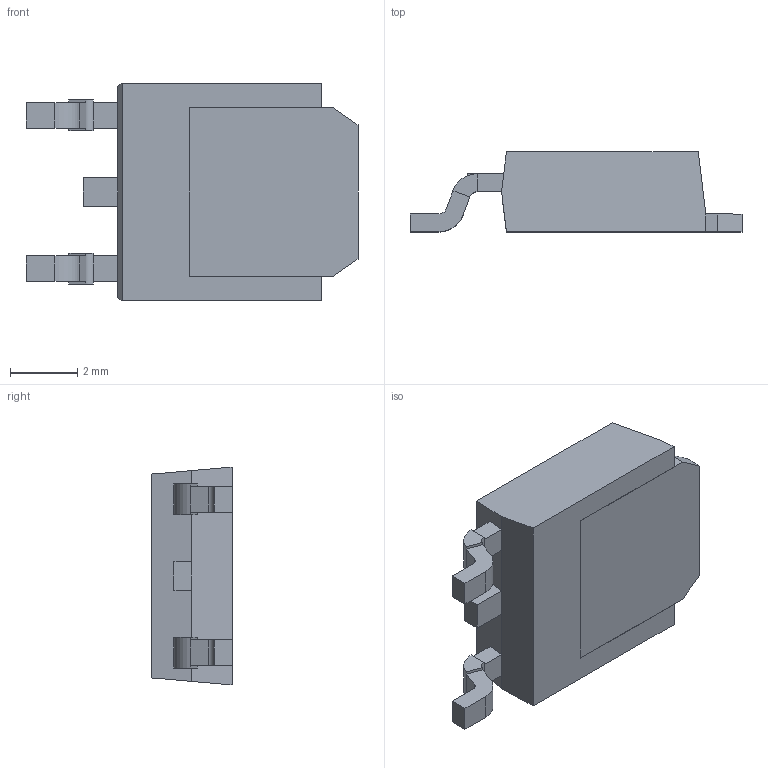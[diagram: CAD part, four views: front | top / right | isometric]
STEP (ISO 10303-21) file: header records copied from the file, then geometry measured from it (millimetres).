
FILE_DESCRIPTION (( 'STEP AP214' ), '1' );
FILE_NAME ('MC78M06CDTRKG.STEP', '2021-09-17T10:06:24', ( '' ), ( '' ), 'SwSTEP 2.0', 'SolidWorks 2017', '' );
FILE_SCHEMA (( 'AUTOMOTIVE_DESIGN' ));
Length unit declared in the file: inch
Products named in the file (1): MC78M06CDTRKG
Bounding box: 9.91 x 2.39 x 6.5 mm (x, y, z)
Volume: 95.2 mm3; surface area: 220.2 mm2
Topology: 5 solids, 5 shells, 71 faces, 165 edges, 104 vertices
Faces by surface type: plane 63, cylinder 8
Entity records: 2055 total; most frequent: CARTESIAN_POINT 341, ORIENTED_EDGE 330, DIRECTION 325, EDGE_CURVE 165, LINE 149, VECTOR 149, VERTEX_POINT 104, AXIS2_PLACEMENT_3D 88
